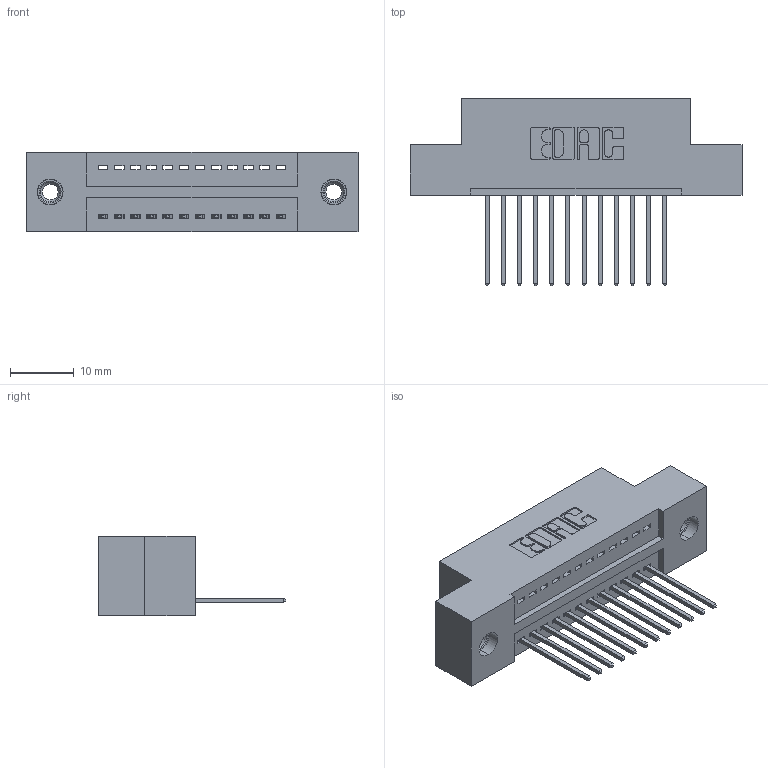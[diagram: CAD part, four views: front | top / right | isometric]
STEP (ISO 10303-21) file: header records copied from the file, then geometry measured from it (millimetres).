
FILE_DESCRIPTION (( 'STEP AP203' ), '1' );
FILE_NAME ('325-012-540-107.STEP', '2020-02-24T15:33:26', ( '' ), ( '' ), 'SwSTEP 2.0', 'SolidWorks 2016', '' );
FILE_SCHEMA (( 'CONFIG_CONTROL_DESIGN' ));
Length unit declared in the file: inch
Products named in the file (4): 325-292-001_325-293-140; 325-012-540-107; 345-250-001_345-250-005-103; 325 Part_TI
Assembly tree (15 placements, depth 2):
  325-012-540-107
    325 Part_TI
    325-292-001_325-293-140  x12
    345-250-001_345-250-005-103  x2
Bounding box: 52.2 x 29.46 x 12.45 mm (x, y, z)
Volume: 6393.2 mm3; surface area: 6623.1 mm2
Topology: 15 solids, 15 shells, 870 faces, 2559 edges, 1682 vertices
Faces by surface type: plane 606, cylinder 248, cone 12, torus 4
Entity records: 12420 total; most frequent: CARTESIAN_POINT 2129, ORIENTED_EDGE 2070, DIRECTION 1889, EDGE_CURVE 1035, LINE 887, VECTOR 887, VERTEX_POINT 684, AXIS2_PLACEMENT_3D 501
